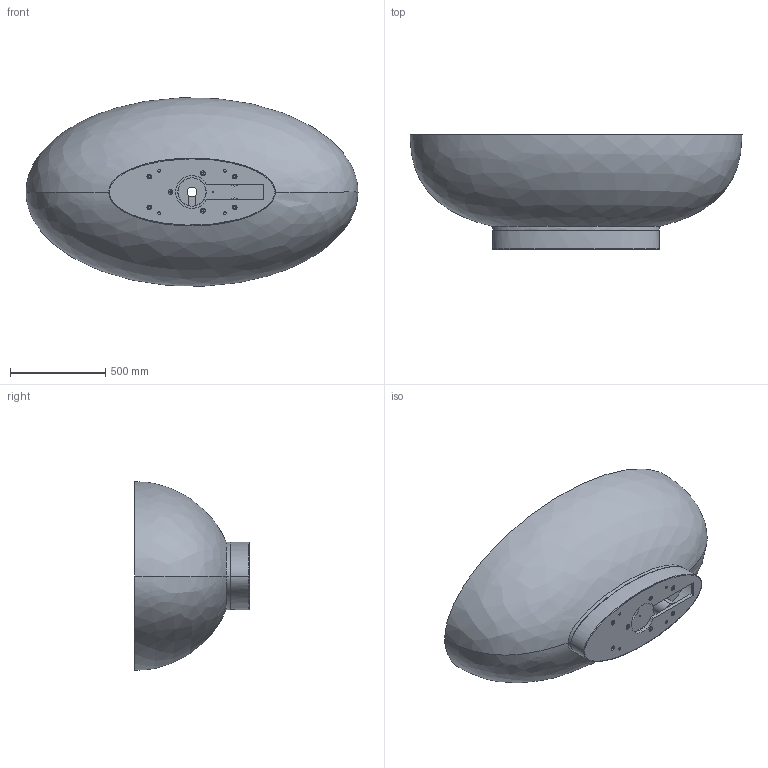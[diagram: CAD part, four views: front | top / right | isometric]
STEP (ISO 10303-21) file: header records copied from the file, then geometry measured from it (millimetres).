
FILE_DESCRIPTION (( 'STEP AP214' ), '1' );
FILE_NAME ('Z847 Epona Mini.STEP', '2018-04-23T10:34:50', ( 'User' ), ( '' ), 'SwSTEP 2.0', 'SolidWorks 2017', '' );
FILE_SCHEMA (( 'AUTOMOTIVE_DESIGN' ));
Length unit declared in the file: millimetre
Products named in the file (2): Z847 Epona Mini
Bounding box: 1740 x 600 x 988.03 mm (x, y, z)
Volume: 163057029.1 mm3; surface area: 5783289.2 mm2
Topology: 2 solids, 2 shells, 175 faces, 406 edges, 266 vertices
Faces by surface type: cylinder 97, plane 50, bspline 20, cone 8
Entity records: 17855 total; most frequent: CARTESIAN_POINT 13731, DIRECTION 862, ORIENTED_EDGE 812, EDGE_CURVE 406, AXIS2_PLACEMENT_3D 359, VERTEX_POINT 266, EDGE_LOOP 232, CIRCLE 202
